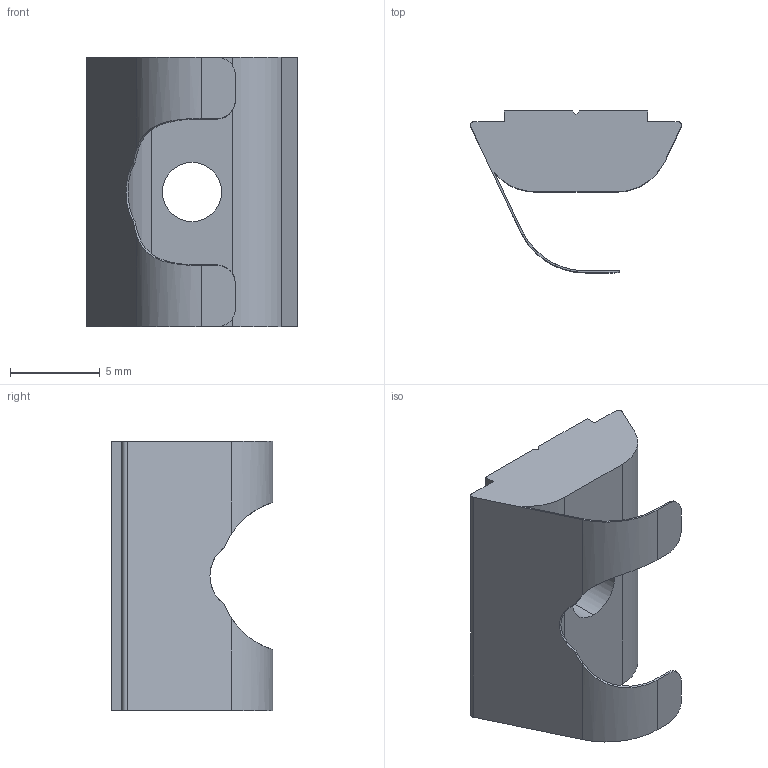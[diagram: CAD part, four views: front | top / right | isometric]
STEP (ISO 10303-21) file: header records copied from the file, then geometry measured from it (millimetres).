
FILE_DESCRIPTION (( 'STEP AP203' ), '1' );
FILE_NAME ('084.302.115.STEP', '2018-03-16T12:34:37', ( '' ), ( '' ), 'SwSTEP 2.0', 'SolidWorks 2016', '' );
FILE_SCHEMA (( 'CONFIG_CONTROL_DESIGN' ));
Length unit declared in the file: millimetre
Products named in the file (1): 084.302.115
Bounding box: 11.77 x 9 x 15 mm (x, y, z)
Volume: 617.6 mm3; surface area: 747.7 mm2
Topology: 1 solids, 1 shells, 40 faces, 115 edges, 76 vertices
Faces by surface type: plane 22, cylinder 16, torus 2
Entity records: 1462 total; most frequent: CARTESIAN_POINT 350, ORIENTED_EDGE 230, DIRECTION 205, EDGE_CURVE 115, VERTEX_POINT 76, LINE 71, VECTOR 71, AXIS2_PLACEMENT_3D 67
